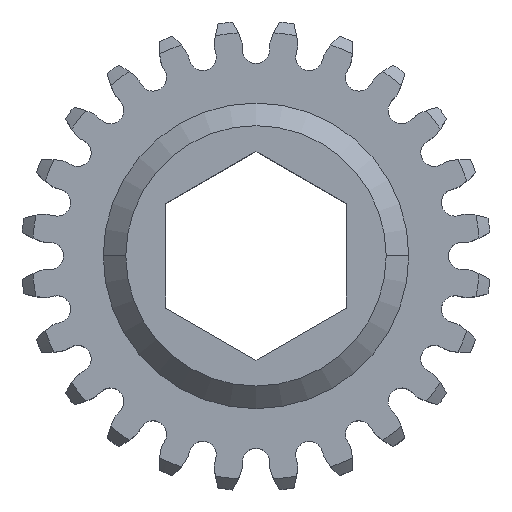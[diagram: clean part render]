
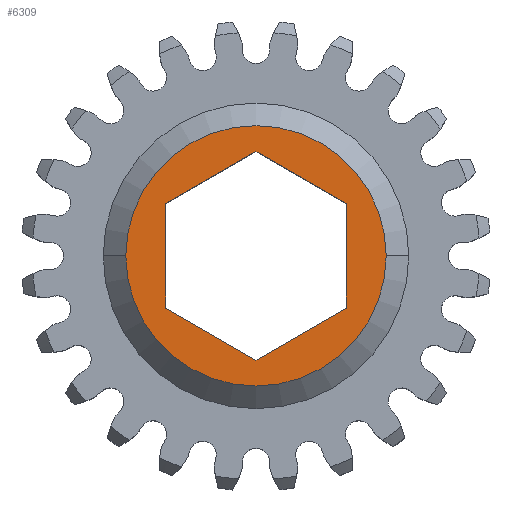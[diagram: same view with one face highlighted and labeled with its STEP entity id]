
A CAD part, top view. The second image highlights one B-rep face of the part: STEP entity #6309.
In plain terms, the highlighted planar face has unit normal (0, 0, 1).
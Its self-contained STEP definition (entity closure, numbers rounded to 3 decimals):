
#219 = CIRCLE ( 'NONE', #6796, 9.144 ) ;
#389 = EDGE_CURVE ( 'NONE', #8526, #6922, #7221, .T. ) ;
#398 = VECTOR ( 'NONE', #3539, 1000. ) ;
#537 = DIRECTION ( 'NONE',  ( 0., 0., -1. ) ) ;
#1132 = CARTESIAN_POINT ( 'NONE',  ( 0., 0., 6.35 ) ) ;
#1135 = VECTOR ( 'NONE', #11185, 1000. ) ;
#1239 = ORIENTED_EDGE ( 'NONE', *, *, #4321, .F. ) ;
#1336 = CIRCLE ( 'NONE', #4337, 9.144 ) ;
#1883 = EDGE_CURVE ( 'NONE', #6922, #10570, #11444, .T. ) ;
#2227 = CARTESIAN_POINT ( 'NONE',  ( -3.175, 5.499, 6.35 ) ) ;
#2465 = DIRECTION ( 'NONE',  ( -0.866, 0.5, 0. ) ) ;
#2828 = CARTESIAN_POINT ( 'NONE',  ( 3.175, -5.499, 6.35 ) ) ;
#3034 = AXIS2_PLACEMENT_3D ( 'NONE', #1132, #6658, #7603 ) ;
#3107 = CARTESIAN_POINT ( 'NONE',  ( 0., -7.332, 6.35 ) ) ;
#3496 = LINE ( 'NONE', #7783, #10727 ) ;
#3539 = DIRECTION ( 'NONE',  ( 0., -1., 0. ) ) ;
#3837 = FACE_BOUND ( 'NONE', #7943, .T. ) ;
#3920 = EDGE_CURVE ( 'NONE', #10570, #10063, #6584, .T. ) ;
#4321 = EDGE_CURVE ( 'NONE', #9921, #7444, #1336, .T. ) ;
#4337 = AXIS2_PLACEMENT_3D ( 'NONE', #8840, #4488, #9839 ) ;
#4352 = CARTESIAN_POINT ( 'NONE',  ( 0., 0., 6.35 ) ) ;
#4488 = DIRECTION ( 'NONE',  ( 0., 0., -1. ) ) ;
#4656 = EDGE_CURVE ( 'NONE', #10063, #5000, #8770, .T. ) ;
#4794 = EDGE_CURVE ( 'NONE', #7184, #8526, #10876, .T. ) ;
#5000 = VERTEX_POINT ( 'NONE', #9519 ) ;
#5271 = ORIENTED_EDGE ( 'NONE', *, *, #4656, .F. ) ;
#5282 = VECTOR ( 'NONE', #9119, 1000. ) ;
#5602 = ORIENTED_EDGE ( 'NONE', *, *, #11218, .F. ) ;
#6286 = CARTESIAN_POINT ( 'NONE',  ( 6.35, 3.666, 6.35 ) ) ;
#6309 = ADVANCED_FACE ( 'NONE', ( #3837, #9177 ), #7428, .T. ) ;
#6405 = ORIENTED_EDGE ( 'NONE', *, *, #10529, .F. ) ;
#6478 = VECTOR ( 'NONE', #2465, 1000. ) ;
#6584 = LINE ( 'NONE', #2227, #8845 ) ;
#6658 = DIRECTION ( 'NONE',  ( 0., 0., 1. ) ) ;
#6796 = AXIS2_PLACEMENT_3D ( 'NONE', #4352, #537, #9527 ) ;
#6872 = ORIENTED_EDGE ( 'NONE', *, *, #1883, .F. ) ;
#6922 = VERTEX_POINT ( 'NONE', #6286 ) ;
#7163 = ORIENTED_EDGE ( 'NONE', *, *, #3920, .F. ) ;
#7184 = VERTEX_POINT ( 'NONE', #3107 ) ;
#7221 = LINE ( 'NONE', #7613, #1135 ) ;
#7428 = PLANE ( 'NONE',  #3034 ) ;
#7435 = ORIENTED_EDGE ( 'NONE', *, *, #389, .F. ) ;
#7444 = VERTEX_POINT ( 'NONE', #10462 ) ;
#7603 = DIRECTION ( 'NONE',  ( 1., 0., 0. ) ) ;
#7613 = CARTESIAN_POINT ( 'NONE',  ( 6.35, 0., 6.35 ) ) ;
#7783 = CARTESIAN_POINT ( 'NONE',  ( -3.175, -5.499, 6.35 ) ) ;
#7943 = EDGE_LOOP ( 'NONE', ( #5602, #5271, #7163, #6872, #7435, #10499 ) ) ;
#8402 = DIRECTION ( 'NONE',  ( -0.866, -0.5, 0. ) ) ;
#8526 = VERTEX_POINT ( 'NONE', #9526 ) ;
#8763 = CARTESIAN_POINT ( 'NONE',  ( 0., 7.332, 6.35 ) ) ;
#8770 = LINE ( 'NONE', #8890, #398 ) ;
#8840 = CARTESIAN_POINT ( 'NONE',  ( 0., 0., 6.35 ) ) ;
#8845 = VECTOR ( 'NONE', #8402, 1000. ) ;
#8890 = CARTESIAN_POINT ( 'NONE',  ( -6.35, 0., 6.35 ) ) ;
#9119 = DIRECTION ( 'NONE',  ( 0.866, 0.5, 0. ) ) ;
#9177 = FACE_OUTER_BOUND ( 'NONE', #11235, .T. ) ;
#9252 = CARTESIAN_POINT ( 'NONE',  ( -6.35, 3.666, 6.35 ) ) ;
#9519 = CARTESIAN_POINT ( 'NONE',  ( -6.35, -3.666, 6.35 ) ) ;
#9526 = CARTESIAN_POINT ( 'NONE',  ( 6.35, -3.666, 6.35 ) ) ;
#9527 = DIRECTION ( 'NONE',  ( -1., 0., 0. ) ) ;
#9659 = DIRECTION ( 'NONE',  ( 0.866, -0.5, 0. ) ) ;
#9839 = DIRECTION ( 'NONE',  ( -1., 0., 0. ) ) ;
#9921 = VERTEX_POINT ( 'NONE', #10483 ) ;
#10063 = VERTEX_POINT ( 'NONE', #9252 ) ;
#10462 = CARTESIAN_POINT ( 'NONE',  ( -9.144, 0., 6.35 ) ) ;
#10483 = CARTESIAN_POINT ( 'NONE',  ( 9.144, 0., 6.35 ) ) ;
#10499 = ORIENTED_EDGE ( 'NONE', *, *, #4794, .F. ) ;
#10529 = EDGE_CURVE ( 'NONE', #7444, #9921, #219, .T. ) ;
#10570 = VERTEX_POINT ( 'NONE', #8763 ) ;
#10575 = CARTESIAN_POINT ( 'NONE',  ( 3.175, 5.499, 6.35 ) ) ;
#10727 = VECTOR ( 'NONE', #9659, 1000. ) ;
#10876 = LINE ( 'NONE', #2828, #5282 ) ;
#11185 = DIRECTION ( 'NONE',  ( 0., 1., 0. ) ) ;
#11218 = EDGE_CURVE ( 'NONE', #5000, #7184, #3496, .T. ) ;
#11235 = EDGE_LOOP ( 'NONE', ( #6405, #1239 ) ) ;
#11444 = LINE ( 'NONE', #10575, #6478 ) ;
